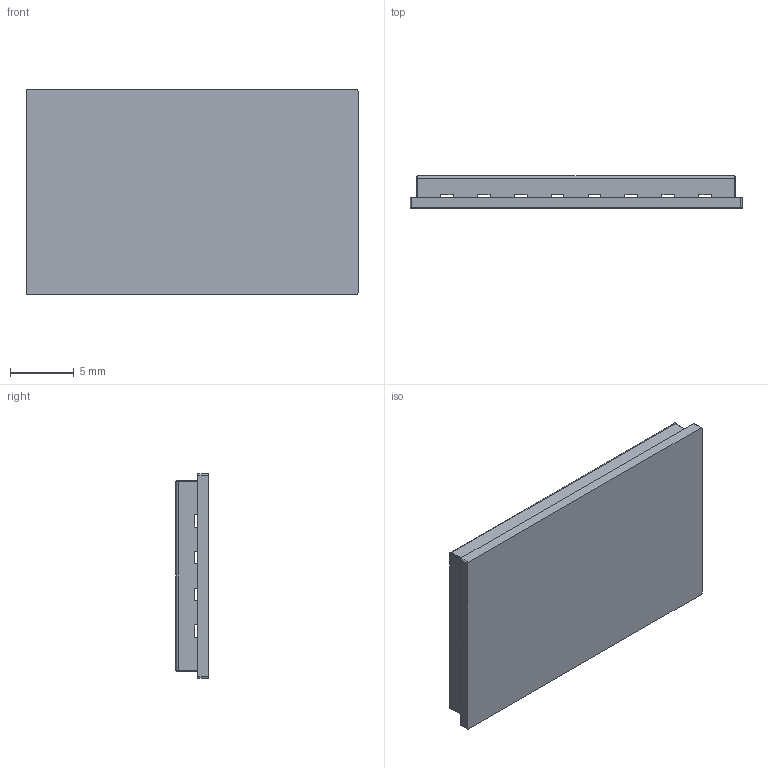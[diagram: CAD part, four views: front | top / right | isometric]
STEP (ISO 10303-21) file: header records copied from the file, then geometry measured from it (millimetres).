
FILE_DESCRIPTION(/* description */ (''),/* implementation_level */ '2;1');
FILE_NAME(/* name */ 'SARA R412M.stp',/* time_stamp */ '2020-02-01T09:53:13+01:00',/* author */ ('PaulT'),/* organization */ (''),/* preprocessor_version */ 'ST-DEVELOPER v18',/* originating_system */ 'Autodesk Inventor 2020',/* authorisation */ '');
FILE_SCHEMA (('AUTOMOTIVE_DESIGN { 1 0 10303 214 3 1 1 }'));
Length unit declared in the file: millimetre
Products named in the file (1): SARA R412M
Bounding box: 26 x 2.53 x 16 mm (x, y, z)
Volume: 430.6 mm3; surface area: 1864.2 mm2
Topology: 1 solids, 1 shells, 140 faces, 454 edges, 288 vertices
Faces by surface type: plane 100, cylinder 24, bspline 12, sphere 4
Entity records: 5611 total; most frequent: CARTESIAN_POINT 1381, ORIENTED_EDGE 904, DIRECTION 750, EDGE_CURVE 452, LINE 380, VECTOR 380, VERTEX_POINT 288, AXIS2_PLACEMENT_3D 185
